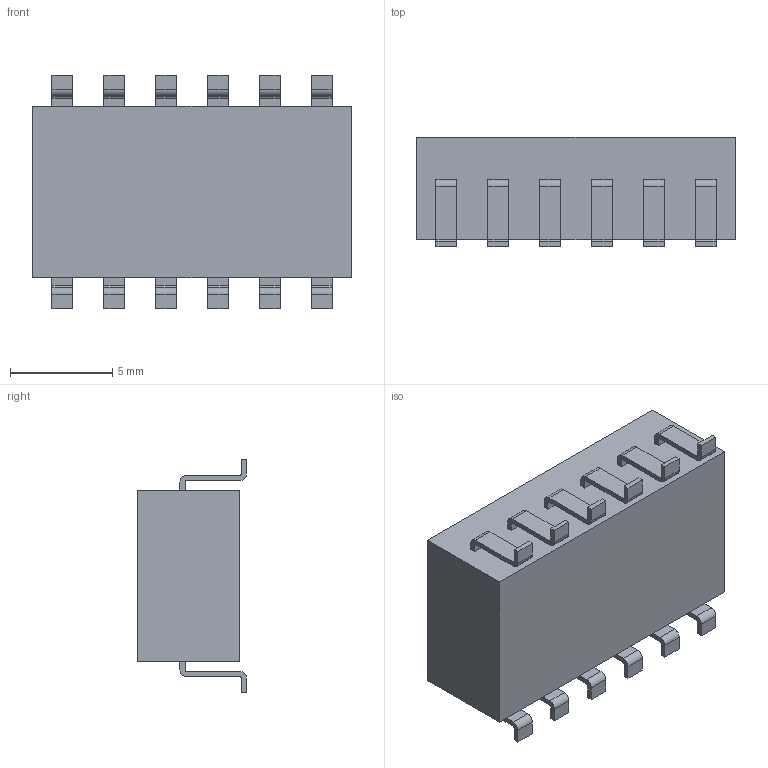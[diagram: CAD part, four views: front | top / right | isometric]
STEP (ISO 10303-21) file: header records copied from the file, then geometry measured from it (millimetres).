
FILE_DESCRIPTION (( 'STEP AP214' ), '1' );
FILE_NAME ('User Library-SCA100T.STEP', '2018-01-29T21:56:33', ( '' ), ( '' ), 'SwSTEP 2.0', 'SolidWorks 2018', '' );
FILE_SCHEMA (( 'AUTOMOTIVE_DESIGN' ));
Length unit declared in the file: millimetre
Products named in the file (1): User Library-SCA100T
Bounding box: 15.6 x 5.33 x 11.4 mm (x, y, z)
Volume: 656.3 mm3; surface area: 636.5 mm2
Topology: 1 solids, 1 shells, 167 faces, 456 edges, 304 vertices
Faces by surface type: plane 119, cylinder 48
Entity records: 5300 total; most frequent: CARTESIAN_POINT 928, ORIENTED_EDGE 912, DIRECTION 888, EDGE_CURVE 456, VECTOR 360, LINE 360, VERTEX_POINT 304, AXIS2_PLACEMENT_3D 264
